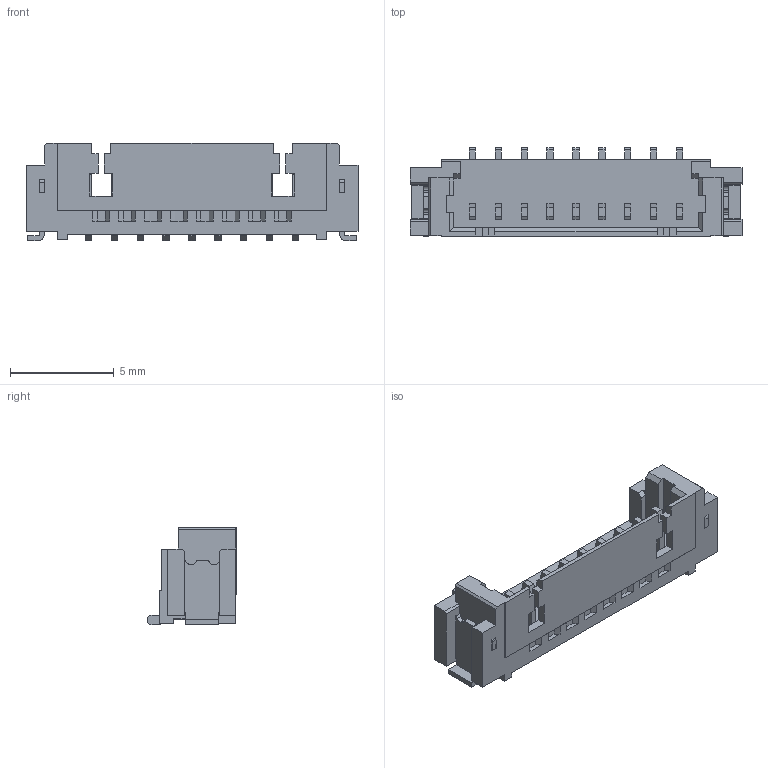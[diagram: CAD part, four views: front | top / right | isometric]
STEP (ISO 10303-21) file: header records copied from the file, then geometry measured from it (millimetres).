
FILE_DESCRIPTION(/* description */ (''),/* implementation_level */ '2;1');
FILE_NAME(/* name */ '12505WS-09_EXP_20160822_V1.stp',/* time_stamp */ '2021-11-17T12:54:10+09:00',/* author */ ('KSG'),/* organization */ (''),/* preprocessor_version */ 'ST-DEVELOPER v17',/* originating_system */ 'Autodesk Inventor 2019',/* authorisation */ '');
FILE_SCHEMA (('AUTOMOTIVE_DESIGN { 1 0 10303 214 3 1 1 }'));
Length unit declared in the file: millimetre
Products named in the file (1): 12505WS-09_EXP_20160822_V1
Bounding box: 16 x 4.25 x 4.7 mm (x, y, z)
Volume: 120.5 mm3; surface area: 401.4 mm2
Topology: 1 solids, 1 shells, 438 faces, 1225 edges, 810 vertices
Faces by surface type: plane 418, cylinder 20
Entity records: 13836 total; most frequent: CARTESIAN_POINT 2474, ORIENTED_EDGE 2450, DIRECTION 2143, EDGE_CURVE 1225, LINE 1185, VECTOR 1185, VERTEX_POINT 810, AXIS2_PLACEMENT_3D 479
